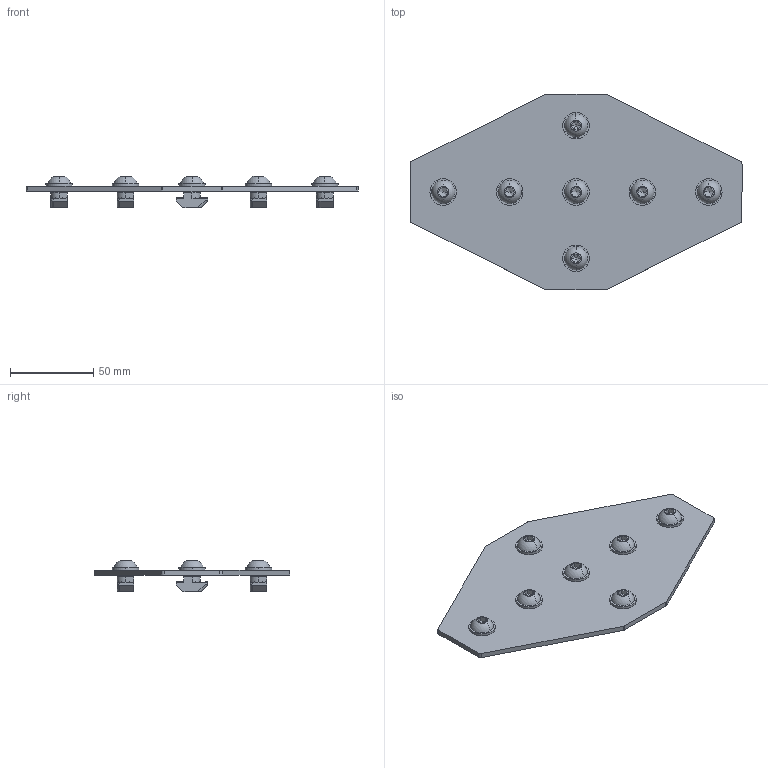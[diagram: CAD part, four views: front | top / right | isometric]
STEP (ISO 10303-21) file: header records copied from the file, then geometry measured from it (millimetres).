
FILE_DESCRIPTION (( 'STEP AP203' ), '1' );
FILE_NAME ('3.53.40.4040.06.STX.STEP', '2014-11-10T03:19:40', ( 'USER' ), ( 'Microsoft' ), 'SwSTEP 2.0', 'SolidWorks 2012', '' );
FILE_SCHEMA (( 'CONFIG_CONTROL_DESIGN' ));
Length unit declared in the file: millimetre
Products named in the file (1): 3.53.40.4040.06.STX
Bounding box: 200 x 118 x 19 mm (x, y, z)
Surface area: 45386.1 mm2 (no closed solid volume)
Topology: 0 solids, 29 shells, 294 faces, 995 edges, 718 vertices
Faces by surface type: plane 184, cylinder 92, sphere 14, cone 4
Entity records: 10738 total; most frequent: CARTESIAN_POINT 2302, DIRECTION 1733, ORIENTED_EDGE 1530, EDGE_CURVE 995, VERTEX_POINT 718, LINE 655, VECTOR 655, AXIS2_PLACEMENT_3D 539
